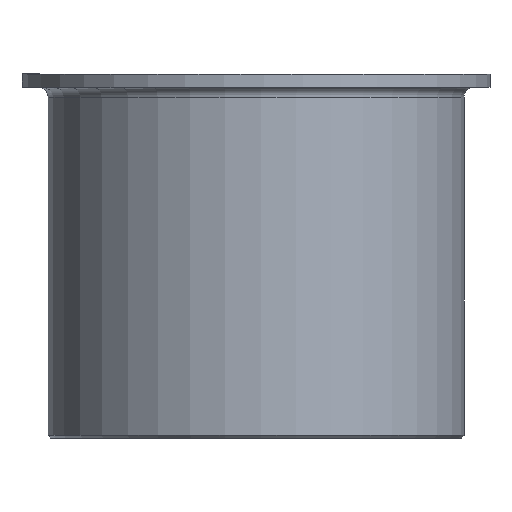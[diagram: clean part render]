
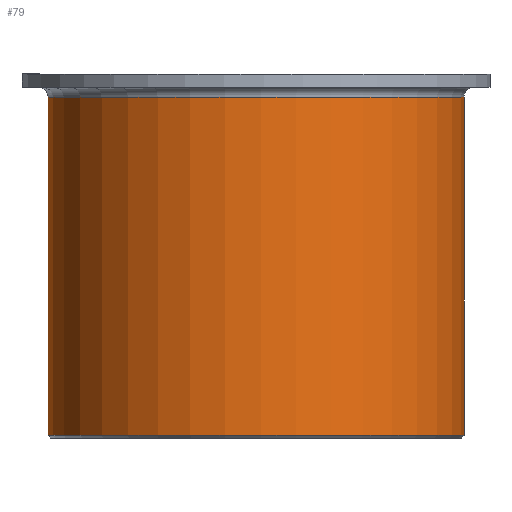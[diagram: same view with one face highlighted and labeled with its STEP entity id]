
A CAD part, front view. The second image highlights one B-rep face of the part: STEP entity #79.
In plain terms, the highlighted cylindrical face has radius 40 mm (diameter 80 mm), a partial arc.
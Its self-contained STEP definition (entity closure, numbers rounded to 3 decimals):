
#79=ADVANCED_FACE('',(#110),#111,.T.);
#110=FACE_OUTER_BOUND('',#162,.T.);
#111=CYLINDRICAL_SURFACE('',#163,40.0);
#162=EDGE_LOOP('',(#234,#235,#236,#237));
#163=AXIS2_PLACEMENT_3D('',#238,#239,#240);
#234=ORIENTED_EDGE('',*,*,#427,.F.);
#235=ORIENTED_EDGE('',*,*,#428,.F.);
#236=ORIENTED_EDGE('',*,*,#429,.T.);
#237=ORIENTED_EDGE('',*,*,#420,.T.);
#238=CARTESIAN_POINT('',(0.,0.,33.0));
#239=DIRECTION('',(0.,0.,1.0));
#240=DIRECTION('',(-1.0,0.,0.));
#420=EDGE_CURVE('',#492,#489,#493,.T.);
#427=EDGE_CURVE('',#505,#489,#506,.T.);
#428=EDGE_CURVE('',#507,#505,#508,.T.);
#429=EDGE_CURVE('',#507,#492,#509,.T.);
#489=VERTEX_POINT('',#602);
#492=VERTEX_POINT('',#606);
#493=CIRCLE('',#607,40.0);
#505=VERTEX_POINT('',#638);
#506=LINE('',#639,#640);
#507=VERTEX_POINT('',#641);
#508=CIRCLE('',#642,40.0);
#509=LINE('',#643,#644);
#602=CARTESIAN_POINT('',(40.0,0.,0.5));
#606=CARTESIAN_POINT('',(-39.958,-1.836,0.5));
#607=AXIS2_PLACEMENT_3D('',#821,#822,#823);
#638=CARTESIAN_POINT('',(40.0,0.,65.5));
#639=CARTESIAN_POINT('',(40.0,0.,33.0));
#640=VECTOR('',#834,1.0);
#641=CARTESIAN_POINT('',(-39.958,-1.836,65.5));
#642=AXIS2_PLACEMENT_3D('',#835,#836,#837);
#643=CARTESIAN_POINT('',(-39.958,-1.836,33.0));
#644=VECTOR('',#838,10.0);
#821=CARTESIAN_POINT('',(0.,0.,0.5));
#822=DIRECTION('',(0.,0.,1.0));
#823=DIRECTION('',(-1.0,0.,0.));
#834=DIRECTION('',(0.,0.,-1.0));
#835=CARTESIAN_POINT('',(0.,0.,65.5));
#836=DIRECTION('',(0.,0.,1.0));
#837=DIRECTION('',(-1.0,0.,0.));
#838=DIRECTION('',(0.,0.,-1.0));
